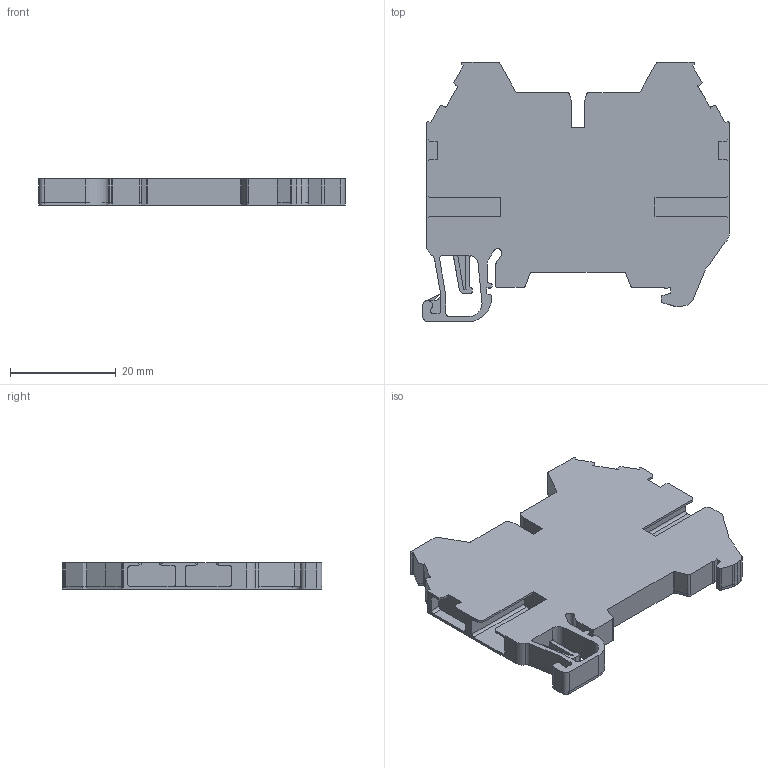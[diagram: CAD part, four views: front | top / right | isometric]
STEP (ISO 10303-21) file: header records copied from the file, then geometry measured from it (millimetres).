
FILE_DESCRIPTION (( 'STEP AP214' ), '1' );
FILE_NAME ('KN-T12SP4.step', '2015-05-04T11:27:59', ( '' ), ( '' ), 'SwSTEP 2.0', 'SolidWorks 2014', '' );
FILE_SCHEMA (( 'AUTOMOTIVE_DESIGN' ));
Length unit declared in the file: millimetre
Products named in the file (1): KN-T12SP4
Bounding box: 57.83 x 49.05 x 5 mm (x, y, z)
Volume: 8024.2 mm3; surface area: 7379.4 mm2
Topology: 1 solids, 1 shells, 376 faces, 1068 edges, 696 vertices
Faces by surface type: plane 232, cylinder 144
Entity records: 12267 total; most frequent: CARTESIAN_POINT 2162, DIRECTION 2149, ORIENTED_EDGE 2136, EDGE_CURVE 1068, VECTOR 727, LINE 727, AXIS2_PLACEMENT_3D 711, VERTEX_POINT 696
